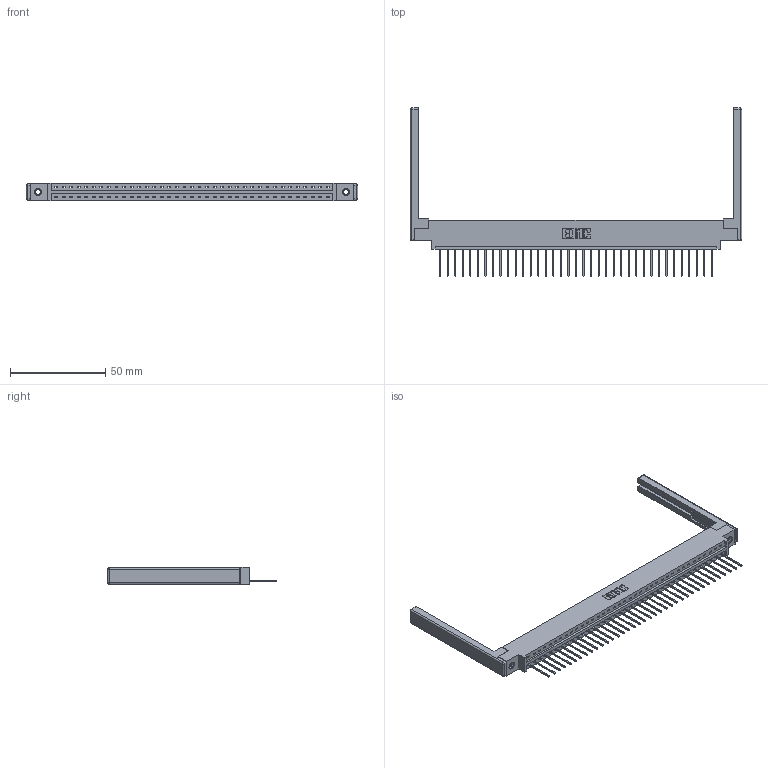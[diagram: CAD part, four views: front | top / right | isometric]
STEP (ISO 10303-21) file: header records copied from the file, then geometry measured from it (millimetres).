
FILE_DESCRIPTION (( 'STEP AP203' ), '1' );
FILE_NAME ('337-037-540-668.STEP', '2019-10-01T15:38:48', ( '' ), ( '' ), 'SwSTEP 2.0', 'SolidWorks 2016', '' );
FILE_SCHEMA (( 'CONFIG_CONTROL_DESIGN' ));
Length unit declared in the file: inch
Products named in the file (5): 337-037-540-668; 307-220-068; 345-292-001_345-293-140; 337 Part_0.170 Offset - 0.156 Dia-TI; 345-250-001_345-250-001-102
Assembly tree (42 placements, depth 2):
  337-037-540-668
    337 Part_0.170 Offset - 0.156 Dia-TI
    345-292-001_345-293-140  x37
    345-250-001_345-250-001-102  x2
    307-220-068  x2
Bounding box: 174.04 x 88.52 x 9.4 mm (x, y, z)
Volume: 22349.9 mm3; surface area: 23090.8 mm2
Topology: 42 solids, 42 shells, 2566 faces, 7669 edges, 5042 vertices
Faces by surface type: plane 1864, cylinder 678, cone 12, sphere 8, torus 4
Entity records: 31060 total; most frequent: CARTESIAN_POINT 5366, ORIENTED_EDGE 5328, DIRECTION 4600, EDGE_CURVE 2664, LINE 2486, VECTOR 2486, VERTEX_POINT 1766, AXIS2_PLACEMENT_3D 1057
